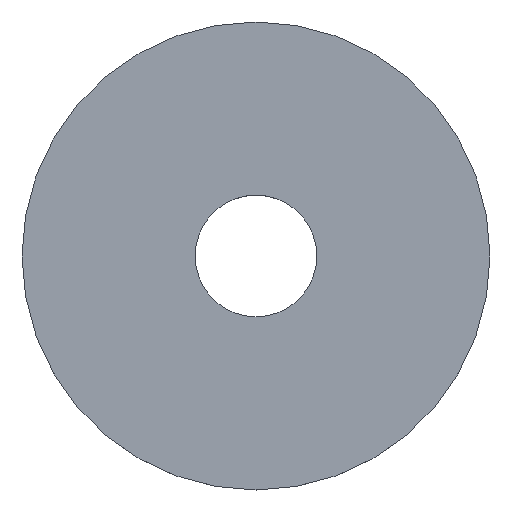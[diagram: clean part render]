
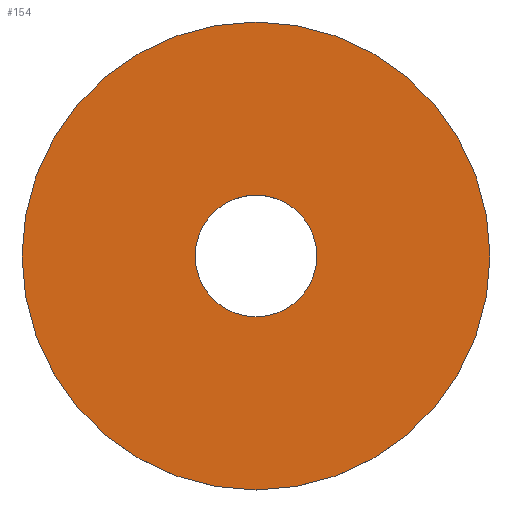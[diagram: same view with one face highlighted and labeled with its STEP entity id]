
A CAD part, top view. The second image highlights one B-rep face of the part: STEP entity #154.
In plain terms, the highlighted planar face has unit normal (0, 0, 1).
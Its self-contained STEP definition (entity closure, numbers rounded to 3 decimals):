
#5 = ORIENTED_EDGE ( 'NONE', *, *, #15, .T. ) ;
#12 = DIRECTION ( 'NONE',  ( 0., -1., 0. ) ) ;
#15 = EDGE_CURVE ( 'NONE', #104, #104, #20, .T. ) ;
#17 = AXIS2_PLACEMENT_3D ( 'NONE', #105, #87, #42 ) ;
#20 = CIRCLE ( 'NONE', #106, 6.5 ) ;
#27 = CARTESIAN_POINT ( 'NONE',  ( 0., 25., 1.3 ) ) ;
#34 = ORIENTED_EDGE ( 'NONE', *, *, #131, .F. ) ;
#42 = DIRECTION ( 'NONE',  ( 0., 1., 0. ) ) ;
#62 = DIRECTION ( 'NONE',  ( 0., 0., -1. ) ) ;
#69 = EDGE_LOOP ( 'NONE', ( #5 ) ) ;
#70 = EDGE_LOOP ( 'NONE', ( #34 ) ) ;
#71 = CARTESIAN_POINT ( 'NONE',  ( 0., 6.5, 1.3 ) ) ;
#75 = PLANE ( 'NONE',  #165 ) ;
#86 = CIRCLE ( 'NONE', #17, 25. ) ;
#87 = DIRECTION ( 'NONE',  ( 0., 0., -1. ) ) ;
#102 = VERTEX_POINT ( 'NONE', #27 ) ;
#104 = VERTEX_POINT ( 'NONE', #138 ) ;
#105 = CARTESIAN_POINT ( 'NONE',  ( 0., 0., 1.3 ) ) ;
#106 = AXIS2_PLACEMENT_3D ( 'NONE', #107, #62, #158 ) ;
#107 = CARTESIAN_POINT ( 'NONE',  ( 0., 0., 1.3 ) ) ;
#128 = FACE_OUTER_BOUND ( 'NONE', #70, .T. ) ;
#131 = EDGE_CURVE ( 'NONE', #102, #102, #86, .T. ) ;
#137 = FACE_BOUND ( 'NONE', #69, .T. ) ;
#138 = CARTESIAN_POINT ( 'NONE',  ( 0., 6.5, 1.3 ) ) ;
#148 = DIRECTION ( 'NONE',  ( 0., 0., 1. ) ) ;
#154 = ADVANCED_FACE ( 'NONE', ( #137, #128 ), #75, .T. ) ;
#158 = DIRECTION ( 'NONE',  ( 0., 1., 0. ) ) ;
#165 = AXIS2_PLACEMENT_3D ( 'NONE', #71, #148, #12 ) ;
